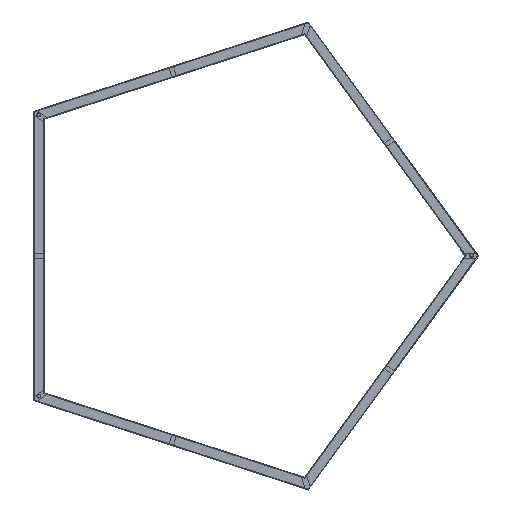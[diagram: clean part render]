
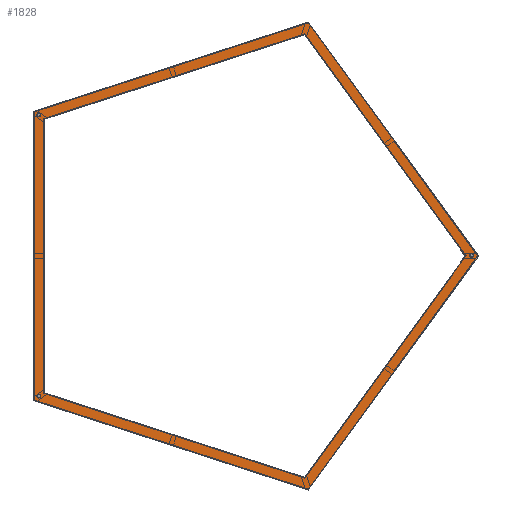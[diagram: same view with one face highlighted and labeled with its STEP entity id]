
A CAD part, top view. The second image highlights one B-rep face of the part: STEP entity #1828.
In plain terms, the highlighted face is planar.
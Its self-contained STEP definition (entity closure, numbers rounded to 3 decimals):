
#83=FACE_BOUND('',#339,.T.);
#84=FACE_BOUND('',#340,.T.);
#85=FACE_BOUND('',#341,.T.);
#86=FACE_BOUND('',#342,.T.);
#119=PLANE('',#2037);
#215=FACE_OUTER_BOUND('',#338,.T.);
#338=EDGE_LOOP('',(#1403,#1404,#1405,#1406,#1407));
#339=EDGE_LOOP('',(#1408));
#340=EDGE_LOOP('',(#1409));
#341=EDGE_LOOP('',(#1410));
#342=EDGE_LOOP('',(#1411,#1412,#1413,#1414,#1415));
#502=LINE('',#2870,#709);
#504=LINE('',#2879,#711);
#505=LINE('',#2883,#712);
#506=LINE('',#2886,#713);
#508=LINE('',#2889,#715);
#510=LINE('',#2895,#717);
#511=LINE('',#2897,#718);
#512=LINE('',#2899,#719);
#513=LINE('',#2901,#720);
#514=LINE('',#2902,#721);
#709=VECTOR('',#2289,10.);
#711=VECTOR('',#2299,10.);
#712=VECTOR('',#2304,10.);
#713=VECTOR('',#2309,10.);
#715=VECTOR('',#2313,10.);
#717=VECTOR('',#2319,10.);
#718=VECTOR('',#2320,10.);
#719=VECTOR('',#2321,10.);
#720=VECTOR('',#2322,10.);
#721=VECTOR('',#2323,10.);
#851=CIRCLE('',#2001,1.5);
#853=CIRCLE('',#2005,1.5);
#855=CIRCLE('',#2009,1.5);
#873=VERTEX_POINT('',#2712);
#875=VERTEX_POINT('',#2719);
#877=VERTEX_POINT('',#2726);
#938=VERTEX_POINT('',#2868);
#939=VERTEX_POINT('',#2869);
#941=VERTEX_POINT('',#2876);
#942=VERTEX_POINT('',#2878);
#943=VERTEX_POINT('',#2882);
#944=VERTEX_POINT('',#2893);
#945=VERTEX_POINT('',#2894);
#946=VERTEX_POINT('',#2896);
#947=VERTEX_POINT('',#2898);
#948=VERTEX_POINT('',#2900);
#1033=EDGE_CURVE('',#873,#873,#851,.T.);
#1036=EDGE_CURVE('',#875,#875,#853,.T.);
#1039=EDGE_CURVE('',#877,#877,#855,.T.);
#1109=EDGE_CURVE('',#938,#939,#502,.T.);
#1114=EDGE_CURVE('',#941,#942,#504,.T.);
#1116=EDGE_CURVE('',#939,#943,#505,.T.);
#1118=EDGE_CURVE('',#943,#941,#506,.T.);
#1120=EDGE_CURVE('',#942,#938,#508,.T.);
#1122=EDGE_CURVE('',#944,#945,#510,.T.);
#1123=EDGE_CURVE('',#946,#944,#511,.T.);
#1124=EDGE_CURVE('',#947,#946,#512,.T.);
#1125=EDGE_CURVE('',#948,#947,#513,.T.);
#1126=EDGE_CURVE('',#945,#948,#514,.T.);
#1403=ORIENTED_EDGE('',*,*,#1114,.F.);
#1404=ORIENTED_EDGE('',*,*,#1118,.F.);
#1405=ORIENTED_EDGE('',*,*,#1116,.F.);
#1406=ORIENTED_EDGE('',*,*,#1109,.F.);
#1407=ORIENTED_EDGE('',*,*,#1120,.F.);
#1408=ORIENTED_EDGE('',*,*,#1033,.T.);
#1409=ORIENTED_EDGE('',*,*,#1036,.T.);
#1410=ORIENTED_EDGE('',*,*,#1039,.T.);
#1411=ORIENTED_EDGE('',*,*,#1122,.F.);
#1412=ORIENTED_EDGE('',*,*,#1123,.F.);
#1413=ORIENTED_EDGE('',*,*,#1124,.F.);
#1414=ORIENTED_EDGE('',*,*,#1125,.F.);
#1415=ORIENTED_EDGE('',*,*,#1126,.F.);
#1828=ADVANCED_FACE('',(#215,#83,#84,#85,#86),#119,.F.);
#2001=AXIS2_PLACEMENT_3D('',#2713,#2172,#2173);
#2005=AXIS2_PLACEMENT_3D('',#2720,#2181,#2182);
#2009=AXIS2_PLACEMENT_3D('',#2727,#2190,#2191);
#2037=AXIS2_PLACEMENT_3D('',#2892,#2317,#2318);
#2172=DIRECTION('center_axis',(0.,0.,1.));
#2173=DIRECTION('ref_axis',(0.809,0.588,0.));
#2181=DIRECTION('center_axis',(0.,0.,1.));
#2182=DIRECTION('ref_axis',(0.809,-0.588,0.));
#2190=DIRECTION('center_axis',(0.,0.,1.));
#2191=DIRECTION('ref_axis',(-1.,0.,0.));
#2289=DIRECTION('',(0.,-1.,0.));
#2299=DIRECTION('',(-0.588,0.809,0.));
#2304=DIRECTION('',(0.951,-0.309,0.));
#2309=DIRECTION('',(0.588,0.809,0.));
#2313=DIRECTION('',(-0.951,-0.309,0.));
#2317=DIRECTION('center_axis',(0.,0.,1.));
#2318=DIRECTION('ref_axis',(1.,0.,0.));
#2319=DIRECTION('',(0.,1.,0.));
#2320=DIRECTION('',(-0.951,0.309,0.));
#2321=DIRECTION('',(-0.588,-0.809,0.));
#2322=DIRECTION('',(0.588,-0.809,0.));
#2323=DIRECTION('',(0.951,0.309,0.));
#2712=CARTESIAN_POINT('',(-536.766,-389.984,0.));
#2713=CARTESIAN_POINT('Origin',(-535.553,-389.102,0.));
#2719=CARTESIAN_POINT('',(-536.766,389.984,0.));
#2720=CARTESIAN_POINT('Origin',(-535.553,389.102,0.));
#2726=CARTESIAN_POINT('',(663.48,0.,0.));
#2727=CARTESIAN_POINT('Origin',(661.98,0.,0.));
#2868=CARTESIAN_POINT('',(-549.803,399.455,0.));
#2869=CARTESIAN_POINT('',(-549.803,-399.455,0.));
#2870=CARTESIAN_POINT('',(-549.803,357.513,0.));
#2876=CARTESIAN_POINT('',(679.594,0.,0.));
#2878=CARTESIAN_POINT('',(210.006,646.332,0.));
#2879=CARTESIAN_POINT('',(562.357,161.363,0.));
#2882=CARTESIAN_POINT('',(210.006,-646.332,0.));
#2883=CARTESIAN_POINT('',(-210.306,-509.764,0.));
#2886=CARTESIAN_POINT('',(477.046,-278.782,0.));
#2889=CARTESIAN_POINT('',(262.7,663.453,0.));
#2892=CARTESIAN_POINT('Origin',(433.596,315.026,0.));
#2893=CARTESIAN_POINT('',(-521.303,-378.749,0.));
#2894=CARTESIAN_POINT('',(-521.303,378.749,0.));
#2895=CARTESIAN_POINT('',(-521.303,-31.589,0.));
#2896=CARTESIAN_POINT('',(199.12,-612.828,0.));
#2897=CARTESIAN_POINT('',(168.559,-602.898,0.));
#2898=CARTESIAN_POINT('',(644.366,0.,0.));
#2899=CARTESIAN_POINT('',(682.698,52.76,0.));
#2900=CARTESIAN_POINT('',(199.12,612.828,0.));
#2901=CARTESIAN_POINT('',(310.592,459.401,0.));
#2902=CARTESIAN_POINT('',(-98.551,516.109,0.));
